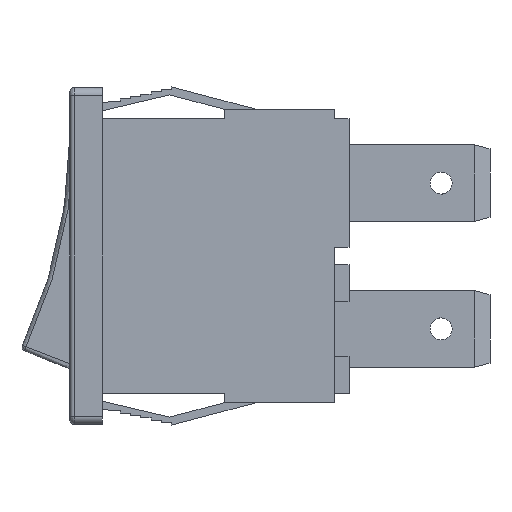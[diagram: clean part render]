
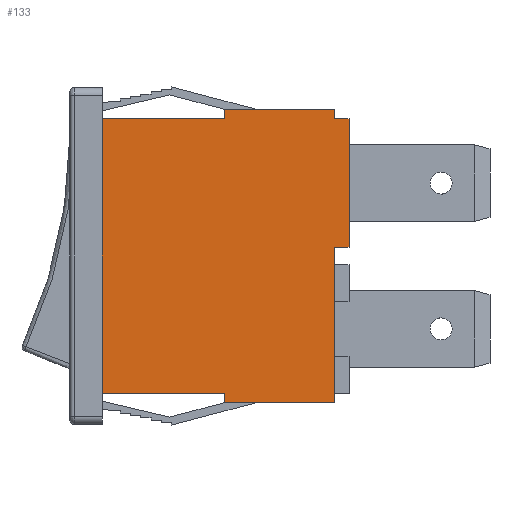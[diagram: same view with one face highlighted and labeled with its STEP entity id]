
A CAD part, front view. The second image highlights one B-rep face of the part: STEP entity #133.
In plain terms, the highlighted planar face has unit normal (0, -1, 0).
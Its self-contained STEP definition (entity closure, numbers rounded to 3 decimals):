
#133=ADVANCED_FACE('',(#289),#2482,.T.);
#289=FACE_OUTER_BOUND('',#448,.T.);
#448=EDGE_LOOP('',(#714,#715,#716,#717,#718,#719,#720,#721,#722,#723,#724,
#725));
#714=ORIENTED_EDGE('',*,*,#1465,.F.);
#715=ORIENTED_EDGE('',*,*,#1438,.T.);
#716=ORIENTED_EDGE('',*,*,#1427,.T.);
#717=ORIENTED_EDGE('',*,*,#1466,.F.);
#718=ORIENTED_EDGE('',*,*,#1467,.F.);
#719=ORIENTED_EDGE('',*,*,#1468,.F.);
#720=ORIENTED_EDGE('',*,*,#1419,.T.);
#721=ORIENTED_EDGE('',*,*,#1460,.T.);
#722=ORIENTED_EDGE('',*,*,#1455,.T.);
#723=ORIENTED_EDGE('',*,*,#1452,.T.);
#724=ORIENTED_EDGE('',*,*,#1568,.F.);
#725=ORIENTED_EDGE('',*,*,#1441,.T.);
#1419=EDGE_CURVE('',#2226,#2225,#1821,.T.);
#1427=EDGE_CURVE('',#2234,#2233,#1829,.T.);
#1438=EDGE_CURVE('',#2244,#2234,#1840,.T.);
#1441=EDGE_CURVE('',#2246,#2247,#1843,.T.);
#1452=EDGE_CURVE('',#2253,#2255,#1854,.T.);
#1455=EDGE_CURVE('',#2258,#2253,#1857,.T.);
#1460=EDGE_CURVE('',#2225,#2258,#1862,.T.);
#1465=EDGE_CURVE('',#2244,#2247,#1867,.T.);
#1466=EDGE_CURVE('',#2263,#2233,#1868,.T.);
#1467=EDGE_CURVE('',#2264,#2263,#1869,.T.);
#1468=EDGE_CURVE('',#2226,#2264,#1870,.T.);
#1568=EDGE_CURVE('',#2246,#2255,#1970,.T.);
#1821=B_SPLINE_CURVE_WITH_KNOTS('',1,(#4205,#4206),.UNSPECIFIED.,.F.,.F.,
(2,2),(-0.023,0.),.UNSPECIFIED.);
#1829=B_SPLINE_CURVE_WITH_KNOTS('',1,(#4221,#4222),.UNSPECIFIED.,.F.,.F.,
(2,2),(-0.381,0.),.UNSPECIFIED.);
#1840=B_SPLINE_CURVE_WITH_KNOTS('',1,(#4243,#4244),.UNSPECIFIED.,.F.,.F.,
(2,2),(-0.27,0.),.UNSPECIFIED.);
#1843=B_SPLINE_CURVE_WITH_KNOTS('',1,(#4249,#4250),.UNSPECIFIED.,.F.,.F.,
(2,2),(-0.3,0.),.UNSPECIFIED.);
#1854=B_SPLINE_CURVE_WITH_KNOTS('',1,(#4271,#4272),.UNSPECIFIED.,.F.,.F.,
(2,2),(-0.3,0.),.UNSPECIFIED.);
#1857=B_SPLINE_CURVE_WITH_KNOTS('',1,(#4277,#4278),.UNSPECIFIED.,.F.,.F.,
(2,2),(-0.023,0.),.UNSPECIFIED.);
#1862=B_SPLINE_CURVE_WITH_KNOTS('',1,(#4287,#4288),.UNSPECIFIED.,.F.,.F.,
(2,2),(-0.27,0.),.UNSPECIFIED.);
#1867=B_SPLINE_CURVE_WITH_KNOTS('',1,(#4297,#4298),.UNSPECIFIED.,.F.,.F.,
(2,2),(0.,0.023),.UNSPECIFIED.);
#1868=B_SPLINE_CURVE_WITH_KNOTS('',1,(#4299,#4300),.UNSPECIFIED.,.F.,.F.,
(2,2),(0.,0.036),.UNSPECIFIED.);
#1869=B_SPLINE_CURVE_WITH_KNOTS('',1,(#4301,#4302),.UNSPECIFIED.,.F.,.F.,
(2,2),(0.,0.316),.UNSPECIFIED.);
#1870=B_SPLINE_CURVE_WITH_KNOTS('',1,(#4303,#4304),.UNSPECIFIED.,.F.,.F.,
(2,2),(-0.036,0.),.UNSPECIFIED.);
#1970=B_SPLINE_CURVE_WITH_KNOTS('',1,(#4503,#4504),.UNSPECIFIED.,.F.,.F.,
(2,2),(0.,0.674),.UNSPECIFIED.);
#2225=VERTEX_POINT('',#4018);
#2226=VERTEX_POINT('',#4019);
#2233=VERTEX_POINT('',#4026);
#2234=VERTEX_POINT('',#4027);
#2244=VERTEX_POINT('',#4037);
#2246=VERTEX_POINT('',#4039);
#2247=VERTEX_POINT('',#4040);
#2253=VERTEX_POINT('',#4046);
#2255=VERTEX_POINT('',#4048);
#2258=VERTEX_POINT('',#4051);
#2263=VERTEX_POINT('',#4056);
#2264=VERTEX_POINT('',#4057);
#2482=PLANE('',#2650);
#2650=AXIS2_PLACEMENT_3D('',#2991,#2753,$);
#2753=DIRECTION('',(0.,-1.,0.));
#2991=CARTESIAN_POINT('',(-21.882,84.451,34.923));
#4018=CARTESIAN_POINT('',(9.406,84.451,17.824));
#4019=CARTESIAN_POINT('',(9.406,84.451,17.24));
#4026=CARTESIAN_POINT('',(9.406,84.451,9.213));
#4027=CARTESIAN_POINT('',(9.406,84.451,-0.464));
#4037=CARTESIAN_POINT('',(2.548,84.451,-0.464));
#4039=CARTESIAN_POINT('',(-5.072,84.451,0.12));
#4040=CARTESIAN_POINT('',(2.548,84.451,0.12));
#4046=CARTESIAN_POINT('',(2.548,84.451,17.24));
#4048=CARTESIAN_POINT('',(-5.072,84.451,17.24));
#4051=CARTESIAN_POINT('',(2.548,84.451,17.824));
#4056=CARTESIAN_POINT('',(10.32,84.451,9.213));
#4057=CARTESIAN_POINT('',(10.32,84.451,17.24));
#4205=CARTESIAN_POINT('',(9.406,84.451,17.24));
#4206=CARTESIAN_POINT('',(9.406,84.451,17.824));
#4221=CARTESIAN_POINT('',(9.406,84.451,-0.464));
#4222=CARTESIAN_POINT('',(9.406,84.451,9.213));
#4243=CARTESIAN_POINT('',(2.548,84.451,-0.464));
#4244=CARTESIAN_POINT('',(9.406,84.451,-0.464));
#4249=CARTESIAN_POINT('',(-5.072,84.451,0.12));
#4250=CARTESIAN_POINT('',(2.548,84.451,0.12));
#4271=CARTESIAN_POINT('',(2.548,84.451,17.24));
#4272=CARTESIAN_POINT('',(-5.072,84.451,17.24));
#4277=CARTESIAN_POINT('',(2.548,84.451,17.824));
#4278=CARTESIAN_POINT('',(2.548,84.451,17.24));
#4287=CARTESIAN_POINT('',(9.406,84.451,17.824));
#4288=CARTESIAN_POINT('',(2.548,84.451,17.824));
#4297=CARTESIAN_POINT('',(2.548,84.451,-0.464));
#4298=CARTESIAN_POINT('',(2.548,84.451,0.12));
#4299=CARTESIAN_POINT('',(10.32,84.451,9.213));
#4300=CARTESIAN_POINT('',(9.406,84.451,9.213));
#4301=CARTESIAN_POINT('',(10.32,84.451,17.24));
#4302=CARTESIAN_POINT('',(10.32,84.451,9.213));
#4303=CARTESIAN_POINT('',(9.406,84.451,17.24));
#4304=CARTESIAN_POINT('',(10.32,84.451,17.24));
#4503=CARTESIAN_POINT('',(-5.072,84.451,0.12));
#4504=CARTESIAN_POINT('',(-5.072,84.451,17.24));
